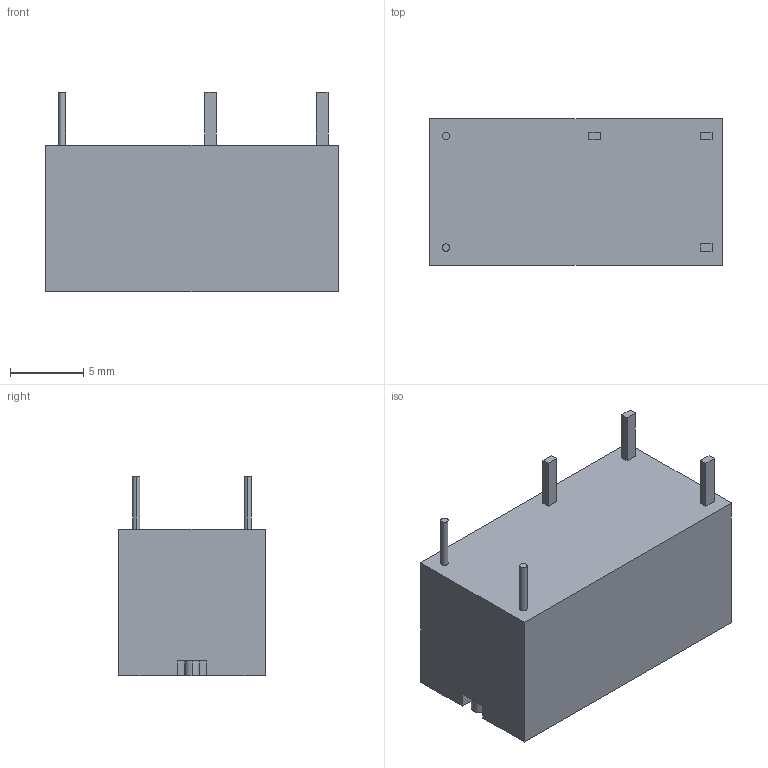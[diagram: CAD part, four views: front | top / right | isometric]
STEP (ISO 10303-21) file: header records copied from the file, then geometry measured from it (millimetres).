
FILE_DESCRIPTION((''),'2;1');
FILE_NAME('C-1393219-3','2022-06-16T09:22:54',('workeradm'),('TE Connectivity Ltd.'),'CREO PARAMETRIC BY PTC INC, 2021072','CREO PARAMETRIC BY PTC INC, 2021072','');
FILE_SCHEMA(('AUTOMOTIVE_DESIGN { 1 0 10303 214 1 1 1 1 }'));
Length unit declared in the file: millimetre
Products named in the file (1): C-1393219-3
Bounding box: 20 x 10 x 13.6 mm (x, y, z)
Volume: 1999.9 mm3; surface area: 1054.4 mm2
Topology: 1 solids, 1 shells, 39 faces, 90 edges, 60 vertices
Faces by surface type: plane 30, cylinder 9
Entity records: 1278 total; most frequent: CARTESIAN_POINT 191, DIRECTION 186, ORIENTED_EDGE 180, COLOUR_RGB 126, EDGE_CURVE 90, VECTOR 72, LINE 72, VERTEX_POINT 60
